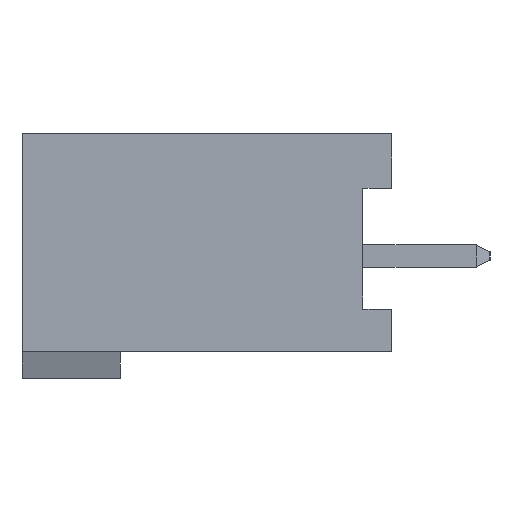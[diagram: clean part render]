
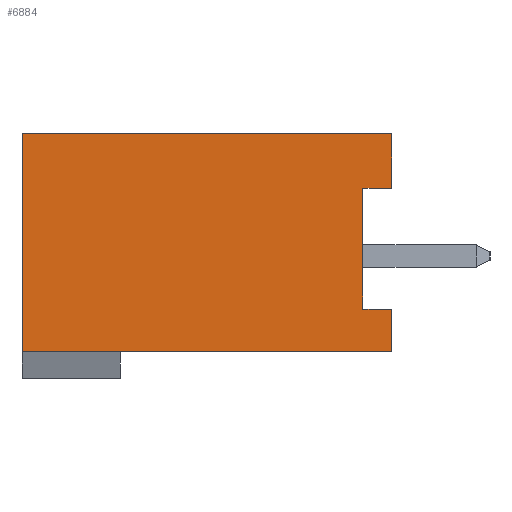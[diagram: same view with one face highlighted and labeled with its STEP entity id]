
A CAD part, left-side view. The second image highlights one B-rep face of the part: STEP entity #6884.
In plain terms, the highlighted planar face has unit normal (-1, 0, 0).
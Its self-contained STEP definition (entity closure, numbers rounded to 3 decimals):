
#47 = DIRECTION ( 'NONE',  ( 0., 0., 1. ) ) ;
#274 = ORIENTED_EDGE ( 'NONE', *, *, #2085, .T. ) ;
#674 = EDGE_CURVE ( 'NONE', #2147, #3618, #8569, .T. ) ;
#934 = ORIENTED_EDGE ( 'NONE', *, *, #1269, .T. ) ;
#1020 = CARTESIAN_POINT ( 'NONE',  ( -14.375, -4.6, -1.565 ) ) ;
#1104 = CARTESIAN_POINT ( 'NONE',  ( -14.375, -5.45, -2.825 ) ) ;
#1269 = EDGE_CURVE ( 'NONE', #7222, #9260, #5055, .T. ) ;
#1368 = CARTESIAN_POINT ( 'NONE',  ( -14.375, 5.45, -2.825 ) ) ;
#1679 = LINE ( 'NONE', #9514, #7227 ) ;
#1918 = LINE ( 'NONE', #7440, #2670 ) ;
#1983 = CARTESIAN_POINT ( 'NONE',  ( -14.375, 5.45, -3.605 ) ) ;
#2085 = EDGE_CURVE ( 'NONE', #3005, #3024, #9607, .T. ) ;
#2147 = VERTEX_POINT ( 'NONE', #9649 ) ;
#2214 = ORIENTED_EDGE ( 'NONE', *, *, #2423, .F. ) ;
#2260 = CARTESIAN_POINT ( 'NONE',  ( -14.375, -5.45, 1.995 ) ) ;
#2305 = DIRECTION ( 'NONE',  ( 0., 0., -1. ) ) ;
#2325 = LINE ( 'NONE', #1104, #2437 ) ;
#2423 = EDGE_CURVE ( 'NONE', #10080, #3024, #1679, .T. ) ;
#2437 = VECTOR ( 'NONE', #4981, 1000. ) ;
#2670 = VECTOR ( 'NONE', #5957, 1000. ) ;
#2727 = PLANE ( 'NONE',  #6051 ) ;
#2870 = LINE ( 'NONE', #10198, #4467 ) ;
#3005 = VERTEX_POINT ( 'NONE', #3841 ) ;
#3024 = VERTEX_POINT ( 'NONE', #9287 ) ;
#3048 = CARTESIAN_POINT ( 'NONE',  ( -14.375, -4.6, 1.995 ) ) ;
#3609 = DIRECTION ( 'NONE',  ( -1., 0., 0. ) ) ;
#3618 = VERTEX_POINT ( 'NONE', #3048 ) ;
#3722 = VERTEX_POINT ( 'NONE', #8750 ) ;
#3841 = CARTESIAN_POINT ( 'NONE',  ( -14.375, -5.45, 3.605 ) ) ;
#4297 = EDGE_CURVE ( 'NONE', #7222, #3722, #2325, .T. ) ;
#4301 = VECTOR ( 'NONE', #10003, 1000. ) ;
#4444 = CARTESIAN_POINT ( 'NONE',  ( -14.375, -5.45, -1.565 ) ) ;
#4467 = VECTOR ( 'NONE', #6276, 1000. ) ;
#4713 = FACE_OUTER_BOUND ( 'NONE', #10067, .T. ) ;
#4904 = CARTESIAN_POINT ( 'NONE',  ( -14.375, 5.45, 3.605 ) ) ;
#4981 = DIRECTION ( 'NONE',  ( 0., 0., -1. ) ) ;
#5055 = LINE ( 'NONE', #4444, #4301 ) ;
#5185 = DIRECTION ( 'NONE',  ( 0., 0., 1. ) ) ;
#5957 = DIRECTION ( 'NONE',  ( 0., 0., 1. ) ) ;
#6051 = AXIS2_PLACEMENT_3D ( 'NONE', #1983, #3609, #5185 ) ;
#6145 = DIRECTION ( 'NONE',  ( 0., 1., 0. ) ) ;
#6276 = DIRECTION ( 'NONE',  ( 0., -1., 0. ) ) ;
#6439 = DIRECTION ( 'NONE',  ( 0., 1., 0. ) ) ;
#6502 = EDGE_CURVE ( 'NONE', #10080, #3722, #2870, .T. ) ;
#6884 = ADVANCED_FACE ( 'NONE', ( #4713 ), #2727, .T. ) ;
#7108 = EDGE_CURVE ( 'NONE', #3005, #2147, #7659, .T. ) ;
#7222 = VERTEX_POINT ( 'NONE', #8705 ) ;
#7227 = VECTOR ( 'NONE', #47, 1000. ) ;
#7330 = VECTOR ( 'NONE', #6145, 1000. ) ;
#7413 = VECTOR ( 'NONE', #2305, 1000. ) ;
#7440 = CARTESIAN_POINT ( 'NONE',  ( -14.375, -4.6, -3.605 ) ) ;
#7631 = VECTOR ( 'NONE', #6439, 1000. ) ;
#7659 = LINE ( 'NONE', #2260, #7413 ) ;
#7837 = ORIENTED_EDGE ( 'NONE', *, *, #4297, .F. ) ;
#8294 = ORIENTED_EDGE ( 'NONE', *, *, #7108, .F. ) ;
#8488 = CARTESIAN_POINT ( 'NONE',  ( -14.375, -5.45, 1.995 ) ) ;
#8569 = LINE ( 'NONE', #8488, #7330 ) ;
#8705 = CARTESIAN_POINT ( 'NONE',  ( -14.375, -5.45, -1.565 ) ) ;
#8750 = CARTESIAN_POINT ( 'NONE',  ( -14.375, -5.45, -2.825 ) ) ;
#9260 = VERTEX_POINT ( 'NONE', #1020 ) ;
#9287 = CARTESIAN_POINT ( 'NONE',  ( -14.375, 5.45, 3.605 ) ) ;
#9401 = EDGE_CURVE ( 'NONE', #9260, #3618, #1918, .T. ) ;
#9514 = CARTESIAN_POINT ( 'NONE',  ( -14.375, 5.45, -3.605 ) ) ;
#9607 = LINE ( 'NONE', #4904, #7631 ) ;
#9649 = CARTESIAN_POINT ( 'NONE',  ( -14.375, -5.45, 1.995 ) ) ;
#9661 = ORIENTED_EDGE ( 'NONE', *, *, #6502, .T. ) ;
#9811 = ORIENTED_EDGE ( 'NONE', *, *, #9401, .T. ) ;
#10003 = DIRECTION ( 'NONE',  ( 0., 1., 0. ) ) ;
#10067 = EDGE_LOOP ( 'NONE', ( #2214, #9661, #7837, #934, #9811, #10204, #8294, #274 ) ) ;
#10080 = VERTEX_POINT ( 'NONE', #1368 ) ;
#10198 = CARTESIAN_POINT ( 'NONE',  ( -14.375, 2.55, -2.825 ) ) ;
#10204 = ORIENTED_EDGE ( 'NONE', *, *, #674, .F. ) ;
